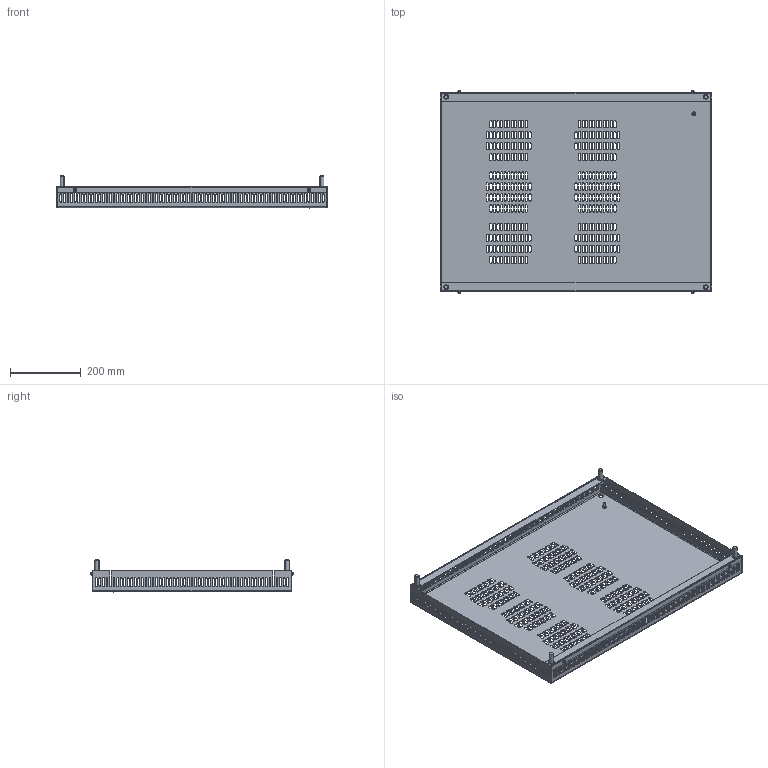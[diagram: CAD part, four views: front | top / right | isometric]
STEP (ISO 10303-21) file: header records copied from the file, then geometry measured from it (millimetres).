
FILE_DESCRIPTION (( 'STEP AP203' ), '1' );
FILE_NAME ('UR7230008060 Ïîòîëî÷íàÿ ïàíåëü ñ âåðõíåé è áîêîâîé âåíòèëÿöèåé RS52 80.60 (000.801.698).STEP', '2022-04-20T08:14:46', ( '' ), ( '' ), 'SwSTEP 2.0', 'SolidWorks 2017', '' );
FILE_SCHEMA (( 'CONFIG_CONTROL_DESIGN' ));
Length unit declared in the file: millimetre
Products named in the file (8): 000.132.243 Êðûøêà äëÿ ïàíåëè âåíòèëÿòîðíîé (ñáîðêà); 026-902 赶鎀鍧; Âèíò DIN 7500 C TORX_Œ5å10; Øïèëüêà çàçåìëåíèÿ CKF CS_Œ6å16; 嵑殧趌6402_12; Âèíò DIN 912_Œ12å35; 027-241 Êðûøêà äëÿ ïàíåëè âåíòèëÿòîðíîé 000.801.649; UR7230008060 Ïîòîëî÷íàÿ ïàíåëü ñ âåðõíåé è áîêîâîé âåíòèëÿöèåé RS52 80.60 (000.801.698)
Assembly tree (17 placements, depth 3):
  UR7230008060 Ïîòîëî÷íàÿ ïàíåëü ñ âåðõíåé è áîêîâîé âåíòèëÿöèåé RS52 80.60 (000.801.698)
    000.132.243 Êðûøêà äëÿ ïàíåëè âåíòèëÿòîðíîé (ñáîðêà)
      027-241 Êðûøêà äëÿ ïàíåëè âåíòèëÿòîðíîé 000.801.649
      Øïèëüêà çàçåìëåíèÿ CKF CS_Œ6å16
    026-902 赶鎀鍧  x2
    Âèíò DIN 7500 C TORX_Œ5å10  x4
    嵑殧趌6402_12  x4
    Âèíò DIN 912_Œ12å35  x4
Bounding box: 765 x 571.37 x 91.3 mm (x, y, z)
Volume: 718963.3 mm3; surface area: 1207130.1 mm2
Topology: 16 solids, 16 shells, 2861 faces, 8340 edges, 5516 vertices
Faces by surface type: cylinder 1488, plane 1303, cone 38, torus 16, bspline 8, sphere 8
Entity records: 92028 total; most frequent: CARTESIAN_POINT 16163, DIRECTION 15751, ORIENTED_EDGE 15448, EDGE_CURVE 7724, AXIS2_PLACEMENT_3D 5441, VERTEX_POINT 5131, LINE 4869, VECTOR 4869
